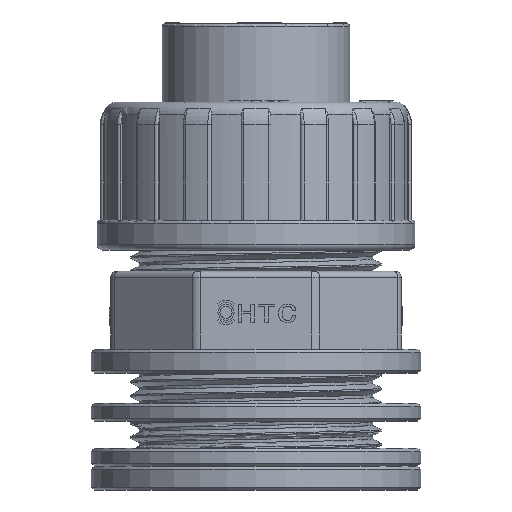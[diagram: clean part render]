
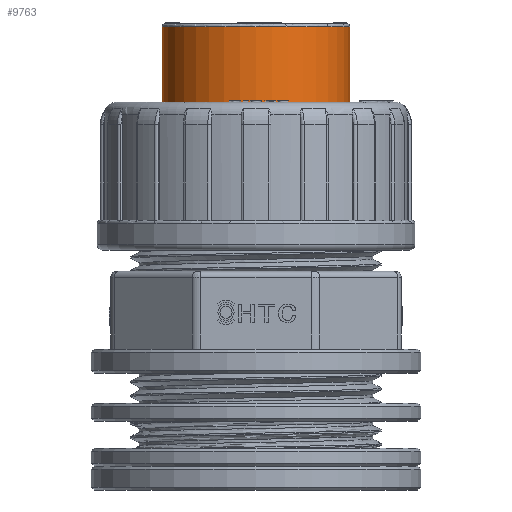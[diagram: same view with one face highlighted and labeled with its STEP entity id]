
A CAD part, front view. The second image highlights one B-rep face of the part: STEP entity #9763.
In plain terms, the highlighted cylindrical face has radius 15.65 mm (diameter 31.3 mm), a full revolution.
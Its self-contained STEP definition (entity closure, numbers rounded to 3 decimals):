
#9763=ADVANCED_FACE('',(#11746,#11747),#10642,.T.);
#10642=CYLINDRICAL_SURFACE('',#29201,15.65);
#11746=FACE_BOUND('',#12625,.T.);
#11747=FACE_BOUND('',#12626,.T.);
#12625=EDGE_LOOP('',(#17561));
#12626=EDGE_LOOP('',(#17562));
#17561=ORIENTED_EDGE('',*,*,#26453,.T.);
#17562=ORIENTED_EDGE('',*,*,#26454,.T.);
#23174=VERTEX_POINT('',#55557);
#23175=VERTEX_POINT('',#55560);
#26453=EDGE_CURVE('',#23174,#23174,#28400,.T.);
#26454=EDGE_CURVE('',#23175,#23175,#28401,.T.);
#28400=CIRCLE('',#29197,15.65);
#28401=CIRCLE('',#29199,15.65);
#29197=AXIS2_PLACEMENT_3D('',#55556,#33070,#33071);
#29199=AXIS2_PLACEMENT_3D('',#55559,#33074,#33075);
#29201=AXIS2_PLACEMENT_3D('',#55562,#33078,#33079);
#33070=DIRECTION('',(0.,0.,1.));
#33071=DIRECTION('',(1.,0.,0.));
#33074=DIRECTION('',(0.,0.,-1.));
#33075=DIRECTION('',(1.,0.,0.));
#33078=DIRECTION('',(0.,0.,1.));
#33079=DIRECTION('',(-1.,0.,0.));
#55556=CARTESIAN_POINT('',(192.,0.,64.7));
#55557=CARTESIAN_POINT('',(207.65,0.,64.7));
#55559=CARTESIAN_POINT('',(192.,0.,77.3));
#55560=CARTESIAN_POINT('',(207.65,0.,77.3));
#55562=CARTESIAN_POINT('',(192.,0.,56.));
